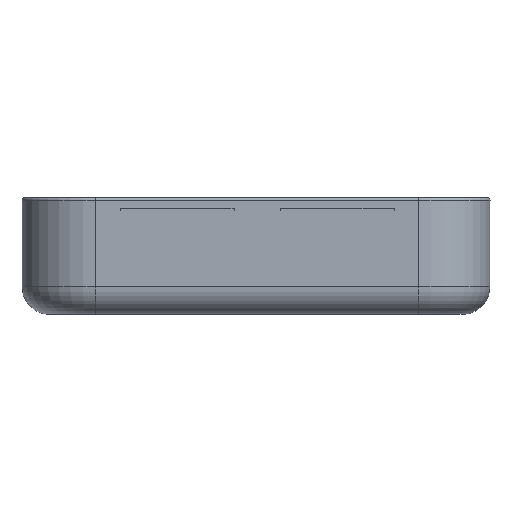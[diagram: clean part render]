
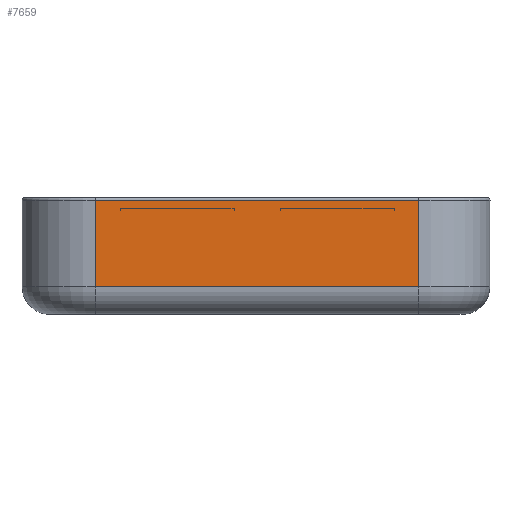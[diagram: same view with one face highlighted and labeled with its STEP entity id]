
A CAD part, front view. The second image highlights one B-rep face of the part: STEP entity #7659.
In plain terms, the highlighted planar face has unit normal (0, -1, 0).
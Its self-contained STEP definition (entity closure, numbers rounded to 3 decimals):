
#327=PLANE('',#8331);
#941=LINE('',#15382,#1573);
#951=LINE('',#15418,#1583);
#952=LINE('',#15422,#1584);
#953=LINE('',#15423,#1585);
#1573=VECTOR('',#10234,10.);
#1583=VECTOR('',#10276,10.);
#1584=VECTOR('',#10281,10.);
#1585=VECTOR('',#10282,10.);
#2270=FACE_OUTER_BOUND('',#2729,.T.);
#2729=EDGE_LOOP('',(#7046,#7047,#7048,#7049));
#3776=VERTEX_POINT('',#15374);
#3778=VERTEX_POINT('',#15380);
#3788=VERTEX_POINT('',#15417);
#3789=VERTEX_POINT('',#15421);
#4880=EDGE_CURVE('',#3778,#3776,#941,.T.);
#4899=EDGE_CURVE('',#3776,#3788,#951,.T.);
#4901=EDGE_CURVE('',#3778,#3789,#952,.T.);
#4902=EDGE_CURVE('',#3788,#3789,#953,.T.);
#7046=ORIENTED_EDGE('',*,*,#4880,.F.);
#7047=ORIENTED_EDGE('',*,*,#4901,.T.);
#7048=ORIENTED_EDGE('',*,*,#4902,.F.);
#7049=ORIENTED_EDGE('',*,*,#4899,.F.);
#7659=ADVANCED_FACE('',(#2270),#327,.T.);
#8331=AXIS2_PLACEMENT_3D('',#15420,#10279,#10280);
#10234=DIRECTION('',(1.,0.,0.));
#10276=DIRECTION('',(0.,0.,-1.));
#10279=DIRECTION('center_axis',(0.,-1.,0.));
#10280=DIRECTION('ref_axis',(-1.,0.,0.));
#10281=DIRECTION('',(0.,0.,-1.));
#10282=DIRECTION('',(-1.,0.,0.));
#15374=CARTESIAN_POINT('',(29.399,-63.8,0.6));
#15380=CARTESIAN_POINT('',(-29.011,-63.8,0.6));
#15382=CARTESIAN_POINT('',(14.7,-63.8,0.6));
#15417=CARTESIAN_POINT('',(29.399,-63.8,-15.));
#15418=CARTESIAN_POINT('',(29.399,-63.8,0.));
#15420=CARTESIAN_POINT('Origin',(29.399,-63.8,0.));
#15421=CARTESIAN_POINT('',(-29.011,-63.8,-15.));
#15422=CARTESIAN_POINT('',(-29.011,-63.8,0.));
#15423=CARTESIAN_POINT('',(14.7,-63.8,-15.));
